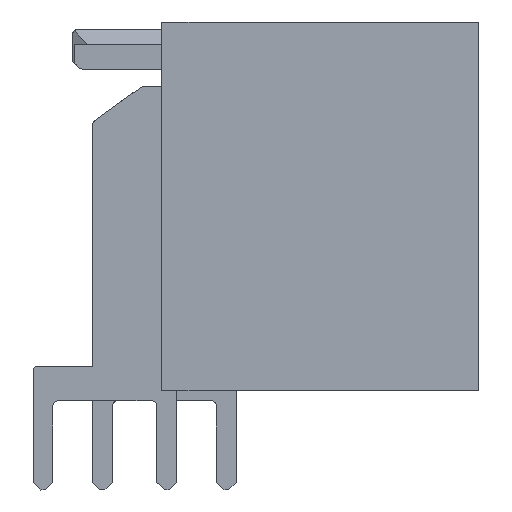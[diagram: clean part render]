
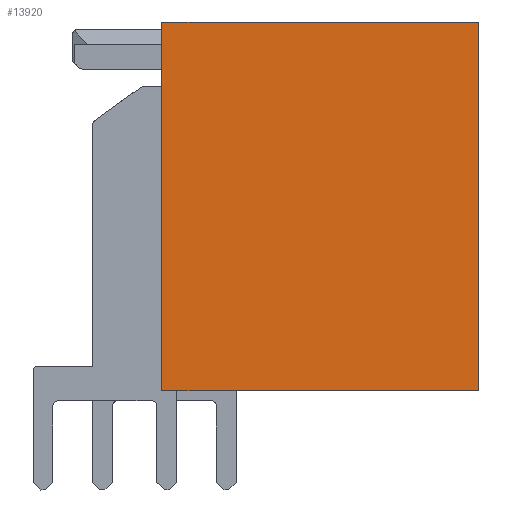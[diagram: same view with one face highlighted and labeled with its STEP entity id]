
A CAD part, left-side view. The second image highlights one B-rep face of the part: STEP entity #13920.
In plain terms, the highlighted face is planar.
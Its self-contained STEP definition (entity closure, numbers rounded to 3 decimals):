
#1616=ORIENTED_EDGE('',*,*,#4056,.F.);
#1617=ORIENTED_EDGE('',*,*,#4155,.F.);
#1618=ORIENTED_EDGE('',*,*,#4065,.F.);
#1619=ORIENTED_EDGE('',*,*,#4048,.F.);
#4048=EDGE_CURVE('',#5356,#5357,#6519,.T.);
#4056=EDGE_CURVE('',#5362,#5356,#6527,.T.);
#4065=EDGE_CURVE('',#5357,#5367,#6536,.T.);
#4155=EDGE_CURVE('',#5367,#5362,#6626,.T.);
#5356=VERTEX_POINT('',#19101);
#5357=VERTEX_POINT('',#19103);
#5362=VERTEX_POINT('',#19117);
#5367=VERTEX_POINT('',#19138);
#6519=LINE('',#19102,#7948);
#6527=LINE('',#19118,#7956);
#6536=LINE('',#19137,#7965);
#6626=LINE('',#19295,#8055);
#7948=VECTOR('',#16111,1000.);
#7956=VECTOR('',#16123,1000.);
#7965=VECTOR('',#16144,1000.);
#8055=VECTOR('',#16316,1000.);
#8852=EDGE_LOOP('',(#1616,#1617,#1618,#1619));
#9385=FACE_BOUND('',#8852,.T.);
#9898=PLANE('',#14467);
#13920=ADVANCED_FACE('',(#9385),#9898,.F.);
#14467=AXIS2_PLACEMENT_3D('',#19294,#16314,#16315);
#16111=DIRECTION('',(0.,0.,1.));
#16123=DIRECTION('',(-1.,0.,0.));
#16144=DIRECTION('',(1.,0.,0.));
#16314=DIRECTION('',(0.,1.,0.));
#16315=DIRECTION('',(1.,0.,0.));
#16316=DIRECTION('',(0.,0.,-1.));
#19101=CARTESIAN_POINT('',(-4.604,0.,-9.247));
#19102=CARTESIAN_POINT('',(-4.604,0.,-9.247));
#19103=CARTESIAN_POINT('',(-4.604,0.001,5.653));
#19117=CARTESIAN_POINT('',(8.196,-0.002,-9.247));
#19118=CARTESIAN_POINT('',(8.196,-0.002,-9.247));
#19137=CARTESIAN_POINT('',(-4.604,0.001,5.653));
#19138=CARTESIAN_POINT('',(8.196,0.,5.653));
#19294=CARTESIAN_POINT('',(1.796,0.,-1.797));
#19295=CARTESIAN_POINT('',(8.196,0.,5.653));
